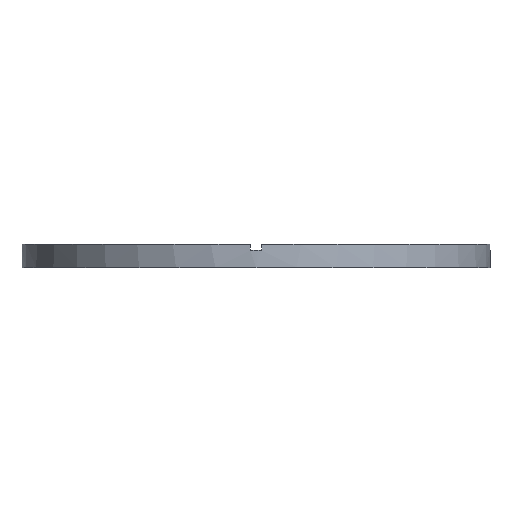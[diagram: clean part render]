
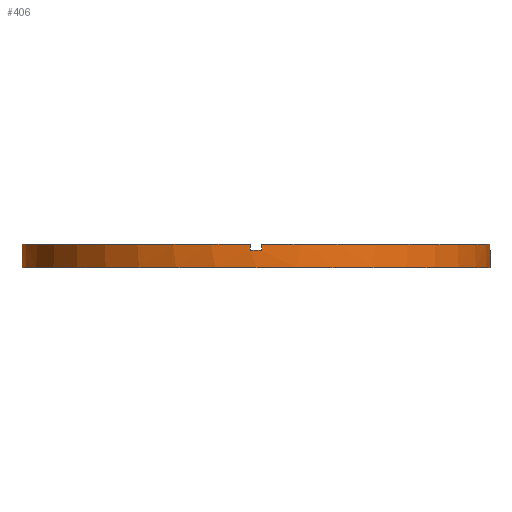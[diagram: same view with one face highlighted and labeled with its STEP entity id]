
A CAD part, front view. The second image highlights one B-rep face of the part: STEP entity #406.
In plain terms, the highlighted cylindrical face has radius 40.5 mm (diameter 81 mm), a partial arc.
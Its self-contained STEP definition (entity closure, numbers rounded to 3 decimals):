
#3 = EDGE_CURVE ( 'NONE', #767, #14, #15, .T. ) ;
#14 = VERTEX_POINT ( 'NONE', #388 ) ;
#15 = LINE ( 'NONE', #512, #290 ) ;
#16 = DIRECTION ( 'NONE',  ( 1., 0., 0. ) ) ;
#20 = CARTESIAN_POINT ( 'NONE',  ( 0., 0., 3. ) ) ;
#22 = VERTEX_POINT ( 'NONE', #271 ) ;
#25 = VERTEX_POINT ( 'NONE', #688 ) ;
#28 = ORIENTED_EDGE ( 'NONE', *, *, #3, .T. ) ;
#31 = ORIENTED_EDGE ( 'NONE', *, *, #167, .F. ) ;
#33 = ORIENTED_EDGE ( 'NONE', *, *, #298, .F. ) ;
#34 = ORIENTED_EDGE ( 'NONE', *, *, #93, .T. ) ;
#40 = EDGE_CURVE ( 'NONE', #742, #223, #323, .T. ) ;
#47 = DIRECTION ( 'NONE',  ( 0., 0., -1. ) ) ;
#56 = CARTESIAN_POINT ( 'NONE',  ( -40.488, -1., 4. ) ) ;
#62 = CIRCLE ( 'NONE', #456, 40.5 ) ;
#63 = VECTOR ( 'NONE', #146, 1000. ) ;
#73 = LINE ( 'NONE', #400, #63 ) ;
#86 = DIRECTION ( 'NONE',  ( 0., 0., 1. ) ) ;
#93 = EDGE_CURVE ( 'NONE', #770, #247, #157, .T. ) ;
#96 = LINE ( 'NONE', #413, #387 ) ;
#124 = AXIS2_PLACEMENT_3D ( 'NONE', #444, #282, #562 ) ;
#128 = FACE_OUTER_BOUND ( 'NONE', #194, .T. ) ;
#130 = CYLINDRICAL_SURFACE ( 'NONE', #358, 40.5 ) ;
#135 = LINE ( 'NONE', #728, #676 ) ;
#141 = EDGE_CURVE ( 'NONE', #767, #25, #433, .T. ) ;
#146 = DIRECTION ( 'NONE',  ( 0., 0., -1. ) ) ;
#150 = DIRECTION ( 'NONE',  ( 1., 0., 0. ) ) ;
#157 = CIRCLE ( 'NONE', #635, 40.5 ) ;
#158 = AXIS2_PLACEMENT_3D ( 'NONE', #20, #640, #683 ) ;
#167 = EDGE_CURVE ( 'NONE', #499, #247, #682, .T. ) ;
#172 = DIRECTION ( 'NONE',  ( 1., 0., 0. ) ) ;
#176 = VERTEX_POINT ( 'NONE', #56 ) ;
#194 = EDGE_LOOP ( 'NONE', ( #31, #33, #473, #763, #28, #571, #202, #294, #700, #558, #768, #34 ) ) ;
#200 = DIRECTION ( 'NONE',  ( 0., 0., -1. ) ) ;
#202 = ORIENTED_EDGE ( 'NONE', *, *, #348, .T. ) ;
#206 = AXIS2_PLACEMENT_3D ( 'NONE', #776, #554, #172 ) ;
#222 = DIRECTION ( 'NONE',  ( 1., 0., 0. ) ) ;
#223 = VERTEX_POINT ( 'NONE', #272 ) ;
#225 = CARTESIAN_POINT ( 'NONE',  ( 0., 0., 4. ) ) ;
#236 = CARTESIAN_POINT ( 'NONE',  ( -40.5, 0., 0. ) ) ;
#247 = VERTEX_POINT ( 'NONE', #617 ) ;
#262 = DIRECTION ( 'NONE',  ( 0., 0., 1. ) ) ;
#271 = CARTESIAN_POINT ( 'NONE',  ( -1., -40.488, 4. ) ) ;
#272 = CARTESIAN_POINT ( 'NONE',  ( -40.488, -1., 3. ) ) ;
#282 = DIRECTION ( 'NONE',  ( 0., 0., 1. ) ) ;
#290 = VECTOR ( 'NONE', #200, 1000. ) ;
#294 = ORIENTED_EDGE ( 'NONE', *, *, #575, .F. ) ;
#298 = EDGE_CURVE ( 'NONE', #737, #499, #424, .T. ) ;
#323 = CIRCLE ( 'NONE', #158, 40.5 ) ;
#336 = EDGE_CURVE ( 'NONE', #737, #25, #135, .T. ) ;
#348 = EDGE_CURVE ( 'NONE', #504, #22, #427, .T. ) ;
#350 = CIRCLE ( 'NONE', #584, 40.5 ) ;
#358 = AXIS2_PLACEMENT_3D ( 'NONE', #225, #47, #582 ) ;
#366 = CARTESIAN_POINT ( 'NONE',  ( -1., -40.488, 3. ) ) ;
#370 = CARTESIAN_POINT ( 'NONE',  ( -1., -40.488, 4. ) ) ;
#386 = CARTESIAN_POINT ( 'NONE',  ( 40.5, 0., 3. ) ) ;
#387 = VECTOR ( 'NONE', #399, 1000. ) ;
#388 = CARTESIAN_POINT ( 'NONE',  ( 1., -40.488, 3. ) ) ;
#399 = DIRECTION ( 'NONE',  ( 0., 0., -1. ) ) ;
#400 = CARTESIAN_POINT ( 'NONE',  ( -40.488, -1., 4. ) ) ;
#406 = ADVANCED_FACE ( 'NONE', ( #128 ), #130, .T. ) ;
#409 = EDGE_CURVE ( 'NONE', #504, #14, #62, .T. ) ;
#413 = CARTESIAN_POINT ( 'NONE',  ( -40.5, 0., 4. ) ) ;
#424 = CIRCLE ( 'NONE', #206, 40.5 ) ;
#427 = LINE ( 'NONE', #370, #657 ) ;
#428 = CARTESIAN_POINT ( 'NONE',  ( 0., 0., 3. ) ) ;
#433 = CIRCLE ( 'NONE', #124, 40.5 ) ;
#444 = CARTESIAN_POINT ( 'NONE',  ( 0., 0., 4. ) ) ;
#448 = DIRECTION ( 'NONE',  ( 0., 0., -1. ) ) ;
#456 = AXIS2_PLACEMENT_3D ( 'NONE', #428, #494, #150 ) ;
#473 = ORIENTED_EDGE ( 'NONE', *, *, #336, .T. ) ;
#494 = DIRECTION ( 'NONE',  ( 0., 0., 1. ) ) ;
#499 = VERTEX_POINT ( 'NONE', #386 ) ;
#504 = VERTEX_POINT ( 'NONE', #366 ) ;
#512 = CARTESIAN_POINT ( 'NONE',  ( 1., -40.488, 4. ) ) ;
#525 = EDGE_CURVE ( 'NONE', #176, #223, #73, .T. ) ;
#531 = DIRECTION ( 'NONE',  ( 0., 0., 1. ) ) ;
#532 = CARTESIAN_POINT ( 'NONE',  ( 40.488, -1., 3. ) ) ;
#554 = DIRECTION ( 'NONE',  ( 0., 0., 1. ) ) ;
#558 = ORIENTED_EDGE ( 'NONE', *, *, #40, .F. ) ;
#562 = DIRECTION ( 'NONE',  ( 1., 0., 0. ) ) ;
#571 = ORIENTED_EDGE ( 'NONE', *, *, #409, .F. ) ;
#575 = EDGE_CURVE ( 'NONE', #176, #22, #350, .T. ) ;
#576 = CARTESIAN_POINT ( 'NONE',  ( 1., -40.488, 4. ) ) ;
#582 = DIRECTION ( 'NONE',  ( -1., 0., 0. ) ) ;
#584 = AXIS2_PLACEMENT_3D ( 'NONE', #588, #262, #16 ) ;
#588 = CARTESIAN_POINT ( 'NONE',  ( 0., 0., 4. ) ) ;
#617 = CARTESIAN_POINT ( 'NONE',  ( 40.5, 0., 0. ) ) ;
#635 = AXIS2_PLACEMENT_3D ( 'NONE', #650, #86, #222 ) ;
#640 = DIRECTION ( 'NONE',  ( 0., 0., 1. ) ) ;
#650 = CARTESIAN_POINT ( 'NONE',  ( 0., 0., 0. ) ) ;
#655 = DIRECTION ( 'NONE',  ( 0., 0., 1. ) ) ;
#657 = VECTOR ( 'NONE', #655, 1000. ) ;
#658 = EDGE_CURVE ( 'NONE', #742, #770, #96, .T. ) ;
#676 = VECTOR ( 'NONE', #531, 1000. ) ;
#682 = LINE ( 'NONE', #759, #685 ) ;
#683 = DIRECTION ( 'NONE',  ( 1., 0., 0. ) ) ;
#685 = VECTOR ( 'NONE', #448, 1000. ) ;
#688 = CARTESIAN_POINT ( 'NONE',  ( 40.488, -1., 4. ) ) ;
#696 = CARTESIAN_POINT ( 'NONE',  ( -40.5, 0., 3. ) ) ;
#700 = ORIENTED_EDGE ( 'NONE', *, *, #525, .T. ) ;
#728 = CARTESIAN_POINT ( 'NONE',  ( 40.488, -1., 4. ) ) ;
#737 = VERTEX_POINT ( 'NONE', #532 ) ;
#742 = VERTEX_POINT ( 'NONE', #696 ) ;
#759 = CARTESIAN_POINT ( 'NONE',  ( 40.5, 0., 4. ) ) ;
#763 = ORIENTED_EDGE ( 'NONE', *, *, #141, .F. ) ;
#767 = VERTEX_POINT ( 'NONE', #576 ) ;
#768 = ORIENTED_EDGE ( 'NONE', *, *, #658, .T. ) ;
#770 = VERTEX_POINT ( 'NONE', #236 ) ;
#776 = CARTESIAN_POINT ( 'NONE',  ( 0., 0., 3. ) ) ;
